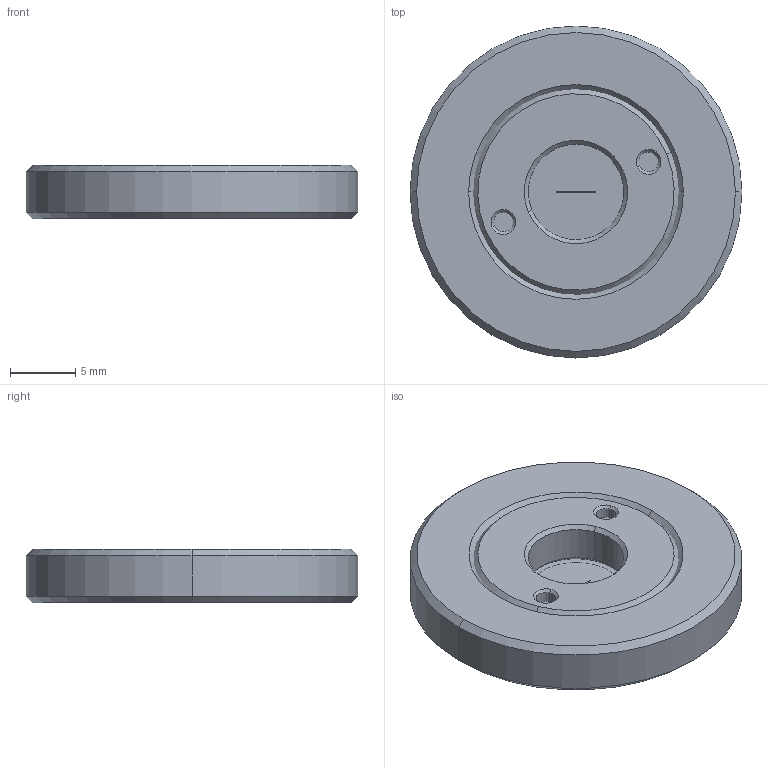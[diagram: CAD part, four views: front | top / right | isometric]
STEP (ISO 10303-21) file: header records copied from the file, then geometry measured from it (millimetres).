
FILE_DESCRIPTION (( 'STEP AP203' ), '1' );
FILE_NAME ('SLA1-40W.STEP', '2025-07-22T02:39:53', ( '' ), ( '' ), 'SwSTEP 2.0', 'SolidWorks 2020', '' );
FILE_SCHEMA (( 'CONFIG_CONTROL_DESIGN' ));
Length unit declared in the file: millimetre
Products named in the file (1): SLA1-40W
Bounding box: 25.35 x 25.35 x 4.1 mm (x, y, z)
Volume: 1885.3 mm3; surface area: 2092.8 mm2
Topology: 3 solids, 3 shells, 412 faces, 1101 edges, 728 vertices
Faces by surface type: plane 251, bspline 119, cylinder 22, cone 20
Entity records: 15060 total; most frequent: CARTESIAN_POINT 6197, ORIENTED_EDGE 2202, DIRECTION 1140, EDGE_CURVE 1101, VERTEX_POINT 728, B_SPLINE_CURVE_WITH_KNOTS 615, EDGE_LOOP 451, VECTOR 420
